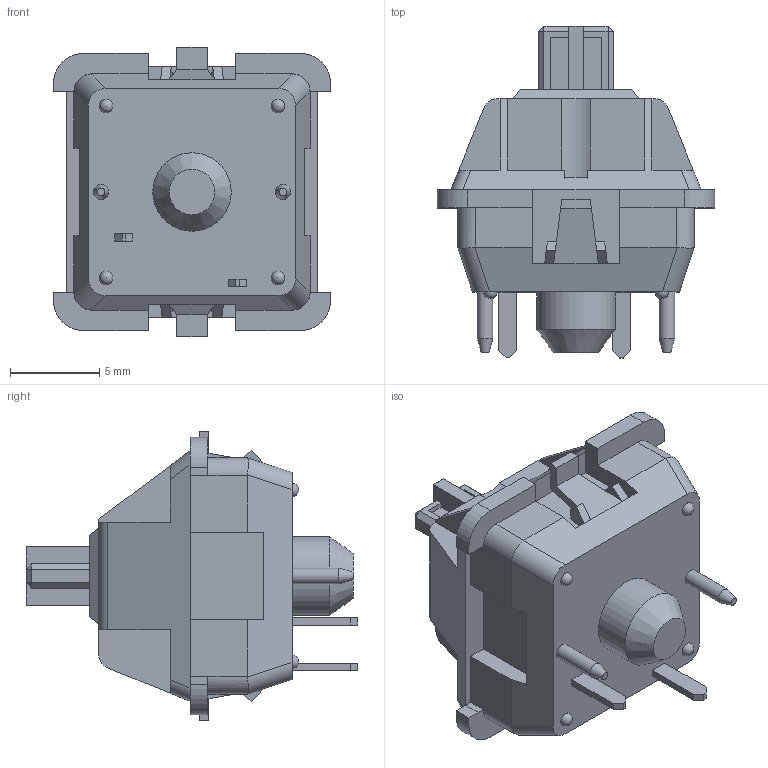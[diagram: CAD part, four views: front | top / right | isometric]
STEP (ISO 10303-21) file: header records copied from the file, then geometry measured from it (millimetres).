
FILE_DESCRIPTION(/* description */ (''),/* implementation_level */ '2;1');
FILE_NAME(/* name */ 'MX1A-E1NW--3DModel-STEP-56544 v2.step',/* time_stamp */ '2023-09-20T14:30:00+02:00',/* author */ (''),/* organization */ (''),/* preprocessor_version */ 'ST-DEVELOPER v20',/* originating_system */ 'Autodesk Translation Framework v12.9.0.99',/* authorisation */ '');
FILE_SCHEMA (('AUTOMOTIVE_DESIGN { 1 0 10303 214 3 1 1 }'));
Length unit declared in the file: millimetre
Products named in the file (1): MX1A-E1NW--3DModel-STEP-56544
Bounding box: 15.49 x 18.54 x 16.19 mm (x, y, z)
Volume: 1540.4 mm3; surface area: 1593.7 mm2
Topology: 7 solids, 7 shells, 220 faces, 579 edges, 375 vertices
Faces by surface type: plane 190, cylinder 23, sphere 4, cone 3
Full cylindrical faces by diameter (mm): 0.864 x2, 4.391 x1
Entity records: 6690 total; most frequent: CARTESIAN_POINT 1171, ORIENTED_EDGE 1150, DIRECTION 1080, EDGE_CURVE 575, LINE 512, VECTOR 512, VERTEX_POINT 375, AXIS2_PLACEMENT_3D 284
